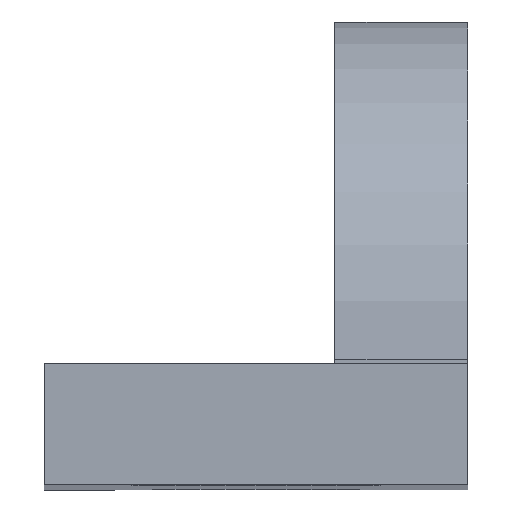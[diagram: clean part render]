
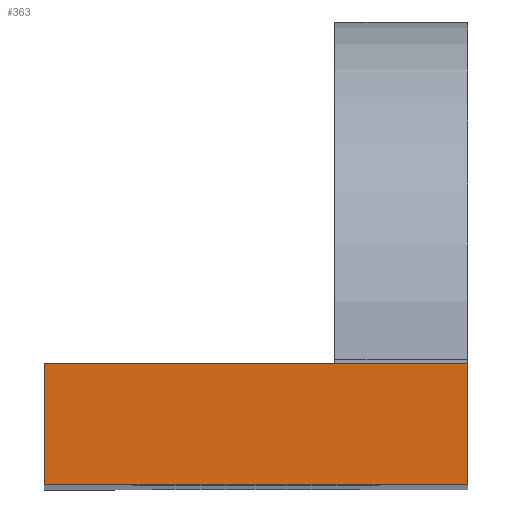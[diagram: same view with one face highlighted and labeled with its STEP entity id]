
A CAD part, top view. The second image highlights one B-rep face of the part: STEP entity #363.
In plain terms, the highlighted planar face has unit normal (0, 0, 1).
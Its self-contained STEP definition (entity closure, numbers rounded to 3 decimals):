
#59 = EDGE_LOOP ( 'NONE', ( #477, #301, #401, #559 ) ) ;
#65 = CARTESIAN_POINT ( 'NONE',  ( -5.1, 0., 71. ) ) ;
#72 = VECTOR ( 'NONE', #427, 1000. ) ;
#118 = LINE ( 'NONE', #368, #72 ) ;
#123 = DIRECTION ( 'NONE',  ( 0., -1., 0. ) ) ;
#129 = DIRECTION ( 'NONE',  ( 0., 1., 0. ) ) ;
#132 = CARTESIAN_POINT ( 'NONE',  ( -5.1, 0., 71. ) ) ;
#133 = CARTESIAN_POINT ( 'NONE',  ( 5.1, 11.222, 71. ) ) ;
#137 = DIRECTION ( 'NONE',  ( 1., 0., 0. ) ) ;
#157 = LINE ( 'NONE', #373, #269 ) ;
#209 = VERTEX_POINT ( 'NONE', #398 ) ;
#224 = PLANE ( 'NONE',  #649 ) ;
#227 = CARTESIAN_POINT ( 'NONE',  ( 5.1, 0., 71. ) ) ;
#269 = VECTOR ( 'NONE', #137, 1000. ) ;
#293 = EDGE_CURVE ( 'NONE', #552, #737, #157, .T. ) ;
#301 = ORIENTED_EDGE ( 'NONE', *, *, #402, .T. ) ;
#302 = FACE_OUTER_BOUND ( 'NONE', #59, .T. ) ;
#363 = ADVANCED_FACE ( 'NONE', ( #302 ), #224, .F. ) ;
#368 = CARTESIAN_POINT ( 'NONE',  ( -5.1, 2.932, 71. ) ) ;
#373 = CARTESIAN_POINT ( 'NONE',  ( 5.1, 0., 71. ) ) ;
#395 = EDGE_CURVE ( 'NONE', #737, #536, #428, .T. ) ;
#398 = CARTESIAN_POINT ( 'NONE',  ( -5.1, 2.932, 71. ) ) ;
#401 = ORIENTED_EDGE ( 'NONE', *, *, #435, .T. ) ;
#402 = EDGE_CURVE ( 'NONE', #536, #209, #118, .T. ) ;
#427 = DIRECTION ( 'NONE',  ( -1., 0., 0. ) ) ;
#428 = LINE ( 'NONE', #133, #557 ) ;
#435 = EDGE_CURVE ( 'NONE', #209, #552, #650, .T. ) ;
#477 = ORIENTED_EDGE ( 'NONE', *, *, #395, .T. ) ;
#509 = DIRECTION ( 'NONE',  ( 0., 0., -1. ) ) ;
#536 = VERTEX_POINT ( 'NONE', #589 ) ;
#552 = VERTEX_POINT ( 'NONE', #132 ) ;
#557 = VECTOR ( 'NONE', #129, 1000. ) ;
#559 = ORIENTED_EDGE ( 'NONE', *, *, #293, .T. ) ;
#561 = DIRECTION ( 'NONE',  ( -1., 0., 0. ) ) ;
#589 = CARTESIAN_POINT ( 'NONE',  ( 5.1, 2.932, 71. ) ) ;
#649 = AXIS2_PLACEMENT_3D ( 'NONE', #721, #509, #561 ) ;
#650 = LINE ( 'NONE', #65, #679 ) ;
#679 = VECTOR ( 'NONE', #123, 1000. ) ;
#721 = CARTESIAN_POINT ( 'NONE',  ( 0., 0., 71. ) ) ;
#737 = VERTEX_POINT ( 'NONE', #227 ) ;
